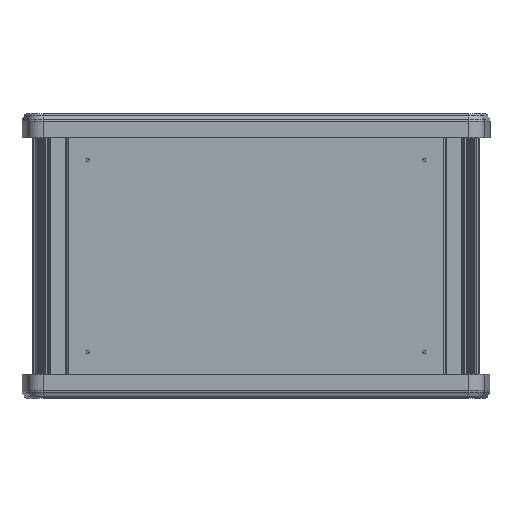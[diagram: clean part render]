
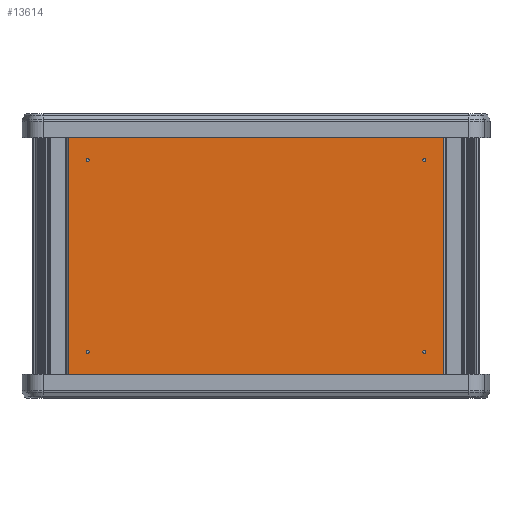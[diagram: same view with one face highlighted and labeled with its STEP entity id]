
A CAD part, front view. The second image highlights one B-rep face of the part: STEP entity #13614.
In plain terms, the highlighted planar face has unit normal (0, -1, 0).
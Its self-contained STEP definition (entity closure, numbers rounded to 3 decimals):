
#100 = AXIS2_PLACEMENT_3D ( 'NONE', #9715, #2691, #10902 ) ;
#107 = CARTESIAN_POINT ( 'NONE',  ( 583.503, -649.616, 80. ) ) ;
#139 = DIRECTION ( 'NONE',  ( 1., 0., 0. ) ) ;
#272 = ORIENTED_EDGE ( 'NONE', *, *, #11942, .F. ) ;
#343 = CARTESIAN_POINT ( 'NONE',  ( 695.001, -649.616, 70. ) ) ;
#433 = VECTOR ( 'NONE', #12505, 1000. ) ;
#580 = ORIENTED_EDGE ( 'NONE', *, *, #8238, .F. ) ;
#705 = CARTESIAN_POINT ( 'NONE',  ( 694.501, -649.616, 70. ) ) ;
#713 = ORIENTED_EDGE ( 'NONE', *, *, #4124, .F. ) ;
#797 = ORIENTED_EDGE ( 'NONE', *, *, #5401, .F. ) ;
#1062 = CARTESIAN_POINT ( 'NONE',  ( 695.501, -649.616, 10. ) ) ;
#1099 = DIRECTION ( 'NONE',  ( 1., 0., 0. ) ) ;
#1253 = DIRECTION ( 'NONE',  ( 0., 1., 0. ) ) ;
#1412 = DIRECTION ( 'NONE',  ( 0., -1., 0. ) ) ;
#1541 = DIRECTION ( 'NONE',  ( 1., 0., 0. ) ) ;
#1703 = ORIENTED_EDGE ( 'NONE', *, *, #2722, .F. ) ;
#2056 = DIRECTION ( 'NONE',  ( 1., 0., 0. ) ) ;
#2319 = DIRECTION ( 'NONE',  ( 0., -1., 0. ) ) ;
#2362 = DIRECTION ( 'NONE',  ( 0., 0., -1. ) ) ;
#2634 = VERTEX_POINT ( 'NONE', #107 ) ;
#2691 = DIRECTION ( 'NONE',  ( 0., -1., 0. ) ) ;
#2721 = CARTESIAN_POINT ( 'NONE',  ( 589.003, -649.616, 70. ) ) ;
#2722 = EDGE_CURVE ( 'NONE', #7947, #11462, #11817, .T. ) ;
#2809 = EDGE_CURVE ( 'NONE', #6059, #9727, #4443, .T. ) ;
#2926 = CARTESIAN_POINT ( 'NONE',  ( 701.001, -649.616, 80. ) ) ;
#3121 = AXIS2_PLACEMENT_3D ( 'NONE', #8451, #1412, #9641 ) ;
#3581 = LINE ( 'NONE', #4292, #433 ) ;
#3637 = ORIENTED_EDGE ( 'NONE', *, *, #12269, .T. ) ;
#3651 = CIRCLE ( 'NONE', #13417, 0.5 ) ;
#3695 = EDGE_CURVE ( 'NONE', #2634, #4329, #11413, .T. ) ;
#3701 = CARTESIAN_POINT ( 'NONE',  ( 695.001, -649.616, 10. ) ) ;
#3712 = CARTESIAN_POINT ( 'NONE',  ( 589.003, -649.616, 10. ) ) ;
#3783 = AXIS2_PLACEMENT_3D ( 'NONE', #3701, #11916, #4882 ) ;
#3822 = DIRECTION ( 'NONE',  ( 0., -1., 0. ) ) ;
#3980 = VERTEX_POINT ( 'NONE', #1062 ) ;
#4015 = EDGE_LOOP ( 'NONE', ( #797, #10169 ) ) ;
#4102 = FACE_BOUND ( 'NONE', #10865, .T. ) ;
#4124 = EDGE_CURVE ( 'NONE', #9727, #6059, #11611, .T. ) ;
#4292 = CARTESIAN_POINT ( 'NONE',  ( 583.503, -649.616, 80. ) ) ;
#4329 = VERTEX_POINT ( 'NONE', #2926 ) ;
#4351 = AXIS2_PLACEMENT_3D ( 'NONE', #12277, #5230, #13455 ) ;
#4443 = CIRCLE ( 'NONE', #4351, 0.5 ) ;
#4882 = DIRECTION ( 'NONE',  ( 1., 0., 0. ) ) ;
#4970 = ORIENTED_EDGE ( 'NONE', *, *, #14470, .F. ) ;
#5230 = DIRECTION ( 'NONE',  ( 0., -1., 0. ) ) ;
#5300 = AXIS2_PLACEMENT_3D ( 'NONE', #7128, #1253, #9482 ) ;
#5401 = EDGE_CURVE ( 'NONE', #7928, #10627, #11113, .T. ) ;
#5597 = CIRCLE ( 'NONE', #13978, 0.5 ) ;
#6059 = VERTEX_POINT ( 'NONE', #15132 ) ;
#6712 = VERTEX_POINT ( 'NONE', #9676 ) ;
#6921 = ORIENTED_EDGE ( 'NONE', *, *, #3695, .F. ) ;
#7128 = CARTESIAN_POINT ( 'NONE',  ( 0., -649.616, 80. ) ) ;
#7184 = DIRECTION ( 'NONE',  ( 0., -1., 0. ) ) ;
#7465 = EDGE_CURVE ( 'NONE', #3980, #11662, #14729, .T. ) ;
#7599 = FACE_BOUND ( 'NONE', #11975, .T. ) ;
#7614 = VECTOR ( 'NONE', #2056, 1000. ) ;
#7928 = VERTEX_POINT ( 'NONE', #12438 ) ;
#7947 = VERTEX_POINT ( 'NONE', #705 ) ;
#8011 = VECTOR ( 'NONE', #2362, 1000. ) ;
#8069 = CARTESIAN_POINT ( 'NONE',  ( 583.503, -649.616, 0. ) ) ;
#8238 = EDGE_CURVE ( 'NONE', #11662, #3980, #3651, .T. ) ;
#8451 = CARTESIAN_POINT ( 'NONE',  ( 589.503, -649.616, 10. ) ) ;
#8589 = DIRECTION ( 'NONE',  ( 0., -1., 0. ) ) ;
#8648 = VECTOR ( 'NONE', #1099, 1000. ) ;
#9164 = AXIS2_PLACEMENT_3D ( 'NONE', #10853, #3822, #12040 ) ;
#9331 = CARTESIAN_POINT ( 'NONE',  ( 0., -649.616, 80. ) ) ;
#9342 = CARTESIAN_POINT ( 'NONE',  ( 589.503, -649.616, 70. ) ) ;
#9482 = DIRECTION ( 'NONE',  ( -1., 0., 0. ) ) ;
#9641 = DIRECTION ( 'NONE',  ( 1., 0., 0. ) ) ;
#9644 = ORIENTED_EDGE ( 'NONE', *, *, #12410, .T. ) ;
#9676 = CARTESIAN_POINT ( 'NONE',  ( 701.001, -649.616, 0. ) ) ;
#9715 = CARTESIAN_POINT ( 'NONE',  ( 589.503, -649.616, 70. ) ) ;
#9727 = VERTEX_POINT ( 'NONE', #3712 ) ;
#9751 = CARTESIAN_POINT ( 'NONE',  ( 694.501, -649.616, 10. ) ) ;
#9986 = FACE_OUTER_BOUND ( 'NONE', #14413, .T. ) ;
#10169 = ORIENTED_EDGE ( 'NONE', *, *, #11909, .F. ) ;
#10541 = DIRECTION ( 'NONE',  ( 1., 0., 0. ) ) ;
#10627 = VERTEX_POINT ( 'NONE', #2721 ) ;
#10743 = LINE ( 'NONE', #11414, #7614 ) ;
#10853 = CARTESIAN_POINT ( 'NONE',  ( 695.001, -649.616, 70. ) ) ;
#10865 = EDGE_LOOP ( 'NONE', ( #15276, #713 ) ) ;
#10902 = DIRECTION ( 'NONE',  ( 1., 0., 0. ) ) ;
#11113 = CIRCLE ( 'NONE', #100, 0.5 ) ;
#11123 = LINE ( 'NONE', #15278, #8011 ) ;
#11309 = ORIENTED_EDGE ( 'NONE', *, *, #7465, .F. ) ;
#11413 = LINE ( 'NONE', #9331, #8648 ) ;
#11414 = CARTESIAN_POINT ( 'NONE',  ( 0., -649.616, 0. ) ) ;
#11462 = VERTEX_POINT ( 'NONE', #11687 ) ;
#11611 = CIRCLE ( 'NONE', #3121, 0.5 ) ;
#11662 = VERTEX_POINT ( 'NONE', #9751 ) ;
#11677 = EDGE_LOOP ( 'NONE', ( #4970, #1703 ) ) ;
#11687 = CARTESIAN_POINT ( 'NONE',  ( 695.501, -649.616, 70. ) ) ;
#11817 = CIRCLE ( 'NONE', #14904, 0.5 ) ;
#11909 = EDGE_CURVE ( 'NONE', #10627, #7928, #5597, .T. ) ;
#11916 = DIRECTION ( 'NONE',  ( 0., -1., 0. ) ) ;
#11942 = EDGE_CURVE ( 'NONE', #4329, #6712, #11123, .T. ) ;
#11975 = EDGE_LOOP ( 'NONE', ( #11309, #580 ) ) ;
#12040 = DIRECTION ( 'NONE',  ( 1., 0., 0. ) ) ;
#12269 = EDGE_CURVE ( 'NONE', #2634, #13649, #3581, .T. ) ;
#12277 = CARTESIAN_POINT ( 'NONE',  ( 589.503, -649.616, 10. ) ) ;
#12410 = EDGE_CURVE ( 'NONE', #13649, #6712, #10743, .T. ) ;
#12438 = CARTESIAN_POINT ( 'NONE',  ( 590.003, -649.616, 70. ) ) ;
#12505 = DIRECTION ( 'NONE',  ( 0., 0., -1. ) ) ;
#12988 = PLANE ( 'NONE',  #5300 ) ;
#13132 = FACE_BOUND ( 'NONE', #4015, .T. ) ;
#13417 = AXIS2_PLACEMENT_3D ( 'NONE', #14247, #7184, #139 ) ;
#13455 = DIRECTION ( 'NONE',  ( 1., 0., 0. ) ) ;
#13479 = FACE_BOUND ( 'NONE', #11677, .T. ) ;
#13614 = ADVANCED_FACE ( 'NONE', ( #4102, #7599, #13479, #13132, #9986 ), #12988, .F. ) ;
#13649 = VERTEX_POINT ( 'NONE', #8069 ) ;
#13823 = CIRCLE ( 'NONE', #9164, 0.5 ) ;
#13978 = AXIS2_PLACEMENT_3D ( 'NONE', #9342, #2319, #10541 ) ;
#14247 = CARTESIAN_POINT ( 'NONE',  ( 695.001, -649.616, 10. ) ) ;
#14413 = EDGE_LOOP ( 'NONE', ( #9644, #272, #6921, #3637 ) ) ;
#14470 = EDGE_CURVE ( 'NONE', #11462, #7947, #13823, .T. ) ;
#14729 = CIRCLE ( 'NONE', #3783, 0.5 ) ;
#14904 = AXIS2_PLACEMENT_3D ( 'NONE', #343, #8589, #1541 ) ;
#15132 = CARTESIAN_POINT ( 'NONE',  ( 590.003, -649.616, 10. ) ) ;
#15276 = ORIENTED_EDGE ( 'NONE', *, *, #2809, .F. ) ;
#15278 = CARTESIAN_POINT ( 'NONE',  ( 701.001, -649.616, 80. ) ) ;
